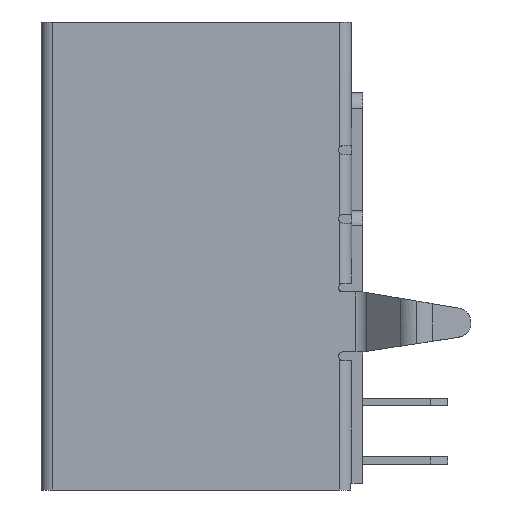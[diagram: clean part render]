
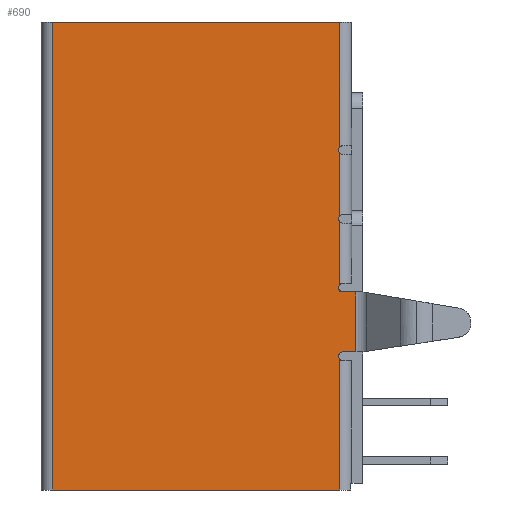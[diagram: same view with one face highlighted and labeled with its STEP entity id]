
A CAD part, left-side view. The second image highlights one B-rep face of the part: STEP entity #690.
In plain terms, the highlighted planar face has unit normal (-1, 0, 0).
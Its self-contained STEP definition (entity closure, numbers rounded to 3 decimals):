
#17 = CARTESIAN_POINT ( 'NONE',  ( -6.02, -5.455, -11.278 ) ) ;
#89 = CARTESIAN_POINT ( 'NONE',  ( -6.02, -4.91, 0. ) ) ;
#115 = CARTESIAN_POINT ( 'NONE',  ( -6.02, 4.91, 0. ) ) ;
#132 = DIRECTION ( 'NONE',  ( 0., 0., 1. ) ) ;
#178 = CIRCLE ( 'NONE', #2502, 0.15 ) ;
#182 = ORIENTED_EDGE ( 'NONE', *, *, #2283, .F. ) ;
#215 = CARTESIAN_POINT ( 'NONE',  ( -6.02, -4.91, -4.267 ) ) ;
#219 = LINE ( 'NONE', #4405, #2245 ) ;
#274 = EDGE_CURVE ( 'NONE', #3529, #7068, #3447, .T. ) ;
#279 = AXIS2_PLACEMENT_3D ( 'NONE', #5450, #6601, #1340 ) ;
#318 = CIRCLE ( 'NONE', #2267, 0.15 ) ;
#357 = CARTESIAN_POINT ( 'NONE',  ( -6.02, -4.921, -9.2 ) ) ;
#367 = EDGE_CURVE ( 'NONE', #3529, #4732, #6631, .T. ) ;
#375 = VERTEX_POINT ( 'NONE', #6517 ) ;
#511 = CARTESIAN_POINT ( 'NONE',  ( -6.02, -4.91, 0. ) ) ;
#531 = CARTESIAN_POINT ( 'NONE',  ( -6.02, 4.91, 0. ) ) ;
#614 = ORIENTED_EDGE ( 'NONE', *, *, #2971, .T. ) ;
#690 = ADVANCED_FACE ( 'NONE', ( #5618 ), #2688, .T. ) ;
#785 = VERTEX_POINT ( 'NONE', #6833 ) ;
#876 = CARTESIAN_POINT ( 'NONE',  ( -6.02, 4.91, -16. ) ) ;
#1040 = VECTOR ( 'NONE', #4638, 1000. ) ;
#1097 = CARTESIAN_POINT ( 'NONE',  ( -6.02, -5.01, -9.079 ) ) ;
#1142 = VECTOR ( 'NONE', #6856, 1000. ) ;
#1164 = DIRECTION ( 'NONE',  ( 0., -1., 0. ) ) ;
#1173 = DIRECTION ( 'NONE',  ( 0., 0., 1. ) ) ;
#1340 = DIRECTION ( 'NONE',  ( 0., 0., 1. ) ) ;
#1392 = CARTESIAN_POINT ( 'NONE',  ( -6.02, -5.01, -9.079 ) ) ;
#1440 = VERTEX_POINT ( 'NONE', #2467 ) ;
#1614 = ORIENTED_EDGE ( 'NONE', *, *, #3720, .T. ) ;
#1644 = DIRECTION ( 'NONE',  ( 0., 0., -1. ) ) ;
#1707 = CARTESIAN_POINT ( 'NONE',  ( -6.02, 4.91, -16. ) ) ;
#1915 = ORIENTED_EDGE ( 'NONE', *, *, #367, .F. ) ;
#1928 = CARTESIAN_POINT ( 'NONE',  ( -6.02, -4.921, -9.2 ) ) ;
#1962 = ORIENTED_EDGE ( 'NONE', *, *, #4944, .F. ) ;
#2054 = CARTESIAN_POINT ( 'NONE',  ( -6.02, -4.91, -9.191 ) ) ;
#2167 = LINE ( 'NONE', #4536, #5826 ) ;
#2245 = VECTOR ( 'NONE', #2553, 1000. ) ;
#2258 = CIRCLE ( 'NONE', #6201, 0.15 ) ;
#2267 = AXIS2_PLACEMENT_3D ( 'NONE', #1097, #2865, #1173 ) ;
#2278 = LINE ( 'NONE', #89, #3614 ) ;
#2283 = EDGE_CURVE ( 'NONE', #6364, #7068, #4489, .T. ) ;
#2284 = LINE ( 'NONE', #1707, #7047 ) ;
#2467 = CARTESIAN_POINT ( 'NONE',  ( -6.02, -5.455, -9.229 ) ) ;
#2502 = AXIS2_PLACEMENT_3D ( 'NONE', #4043, #4541, #4620 ) ;
#2553 = DIRECTION ( 'NONE',  ( 0., 0., -1. ) ) ;
#2563 = ORIENTED_EDGE ( 'NONE', *, *, #3547, .F. ) ;
#2688 = PLANE ( 'NONE',  #6520 ) ;
#2740 = EDGE_CURVE ( 'NONE', #2882, #785, #2278, .T. ) ;
#2765 = VECTOR ( 'NONE', #1644, 1000. ) ;
#2845 = ORIENTED_EDGE ( 'NONE', *, *, #6901, .T. ) ;
#2865 = DIRECTION ( 'NONE',  ( 1., 0., 0. ) ) ;
#2882 = VERTEX_POINT ( 'NONE', #2054 ) ;
#2948 = LINE ( 'NONE', #531, #6308 ) ;
#2970 = VERTEX_POINT ( 'NONE', #4004 ) ;
#2971 = EDGE_CURVE ( 'NONE', #1440, #6832, #7446, .T. ) ;
#2981 = VECTOR ( 'NONE', #7343, 1000. ) ;
#2982 = VERTEX_POINT ( 'NONE', #357 ) ;
#3034 = VERTEX_POINT ( 'NONE', #5734 ) ;
#3203 = CARTESIAN_POINT ( 'NONE',  ( -6.02, -4.91, -4.491 ) ) ;
#3402 = ORIENTED_EDGE ( 'NONE', *, *, #7169, .T. ) ;
#3436 = VERTEX_POINT ( 'NONE', #17 ) ;
#3447 = CIRCLE ( 'NONE', #279, 0.15 ) ;
#3496 = ORIENTED_EDGE ( 'NONE', *, *, #6212, .T. ) ;
#3529 = VERTEX_POINT ( 'NONE', #3203 ) ;
#3547 = EDGE_CURVE ( 'NONE', #1440, #3436, #219, .T. ) ;
#3614 = VECTOR ( 'NONE', #4191, 1000. ) ;
#3628 = CIRCLE ( 'NONE', #5481, 0.15 ) ;
#3631 = DIRECTION ( 'NONE',  ( 1., 0., 0. ) ) ;
#3659 = CARTESIAN_POINT ( 'NONE',  ( -6.02, -4.91, -9.2 ) ) ;
#3699 = CARTESIAN_POINT ( 'NONE',  ( -6.02, -5.01, -11.428 ) ) ;
#3720 = EDGE_CURVE ( 'NONE', #2970, #4732, #178, .T. ) ;
#3769 = DIRECTION ( 'NONE',  ( -1., 0., 0. ) ) ;
#3787 = CARTESIAN_POINT ( 'NONE',  ( -6.02, 4.91, 0. ) ) ;
#3885 = ORIENTED_EDGE ( 'NONE', *, *, #2740, .F. ) ;
#3930 = ORIENTED_EDGE ( 'NONE', *, *, #4470, .T. ) ;
#3943 = CARTESIAN_POINT ( 'NONE',  ( -6.02, -4.91, 0. ) ) ;
#3955 = CARTESIAN_POINT ( 'NONE',  ( -6.02, -4.91, 0. ) ) ;
#4004 = CARTESIAN_POINT ( 'NONE',  ( -6.02, -4.91, -6.841 ) ) ;
#4006 = DIRECTION ( 'NONE',  ( 0., -1., 0. ) ) ;
#4034 = DIRECTION ( 'NONE',  ( 0., -1., 0. ) ) ;
#4043 = CARTESIAN_POINT ( 'NONE',  ( -6.02, -5.01, -6.729 ) ) ;
#4170 = DIRECTION ( 'NONE',  ( 0., 0., -1. ) ) ;
#4182 = EDGE_CURVE ( 'NONE', #2970, #5300, #5294, .T. ) ;
#4191 = DIRECTION ( 'NONE',  ( 0., 0., -1. ) ) ;
#4219 = VERTEX_POINT ( 'NONE', #115 ) ;
#4267 = CARTESIAN_POINT ( 'NONE',  ( -6.02, -4.91, -8.967 ) ) ;
#4327 = ORIENTED_EDGE ( 'NONE', *, *, #6464, .T. ) ;
#4405 = CARTESIAN_POINT ( 'NONE',  ( -6.02, -5.455, -9.2 ) ) ;
#4470 = EDGE_CURVE ( 'NONE', #6832, #2982, #318, .T. ) ;
#4489 = LINE ( 'NONE', #511, #1142 ) ;
#4536 = CARTESIAN_POINT ( 'NONE',  ( -6.02, -2.675, -11.278 ) ) ;
#4539 = EDGE_CURVE ( 'NONE', #3034, #5688, #7579, .T. ) ;
#4541 = DIRECTION ( 'NONE',  ( 1., 0., 0. ) ) ;
#4609 = ORIENTED_EDGE ( 'NONE', *, *, #4539, .F. ) ;
#4620 = DIRECTION ( 'NONE',  ( 0., 0., 1. ) ) ;
#4638 = DIRECTION ( 'NONE',  ( 0., 0., -1. ) ) ;
#4732 = VERTEX_POINT ( 'NONE', #6707 ) ;
#4908 = ORIENTED_EDGE ( 'NONE', *, *, #274, .T. ) ;
#4944 = EDGE_CURVE ( 'NONE', #785, #2982, #7284, .T. ) ;
#4981 = VECTOR ( 'NONE', #7421, 1000. ) ;
#5007 = CARTESIAN_POINT ( 'NONE',  ( -6.02, -2.675, -9.229 ) ) ;
#5031 = CARTESIAN_POINT ( 'NONE',  ( -6.02, 0., 0. ) ) ;
#5164 = ORIENTED_EDGE ( 'NONE', *, *, #4182, .F. ) ;
#5210 = EDGE_CURVE ( 'NONE', #4219, #6364, #2948, .T. ) ;
#5245 = ORIENTED_EDGE ( 'NONE', *, *, #5210, .F. ) ;
#5294 = LINE ( 'NONE', #3955, #1040 ) ;
#5300 = VERTEX_POINT ( 'NONE', #4267 ) ;
#5392 = VERTEX_POINT ( 'NONE', #876 ) ;
#5450 = CARTESIAN_POINT ( 'NONE',  ( -6.02, -5.01, -4.379 ) ) ;
#5481 = AXIS2_PLACEMENT_3D ( 'NONE', #3699, #3631, #132 ) ;
#5552 = LINE ( 'NONE', #3787, #4981 ) ;
#5618 = FACE_OUTER_BOUND ( 'NONE', #6119, .T. ) ;
#5688 = VERTEX_POINT ( 'NONE', #6179 ) ;
#5734 = CARTESIAN_POINT ( 'NONE',  ( -6.02, -4.91, -11.54 ) ) ;
#5826 = VECTOR ( 'NONE', #4006, 1000. ) ;
#5926 = EDGE_CURVE ( 'NONE', #3034, #375, #3628, .T. ) ;
#5973 = CARTESIAN_POINT ( 'NONE',  ( -6.02, -4.91, 0. ) ) ;
#6014 = ORIENTED_EDGE ( 'NONE', *, *, #5926, .T. ) ;
#6045 = CARTESIAN_POINT ( 'NONE',  ( -6.02, -4.917, -9.2 ) ) ;
#6068 = CARTESIAN_POINT ( 'NONE',  ( -6.02, -4.91, 0. ) ) ;
#6094 = DIRECTION ( 'NONE',  ( 0., 0., 1. ) ) ;
#6119 = EDGE_LOOP ( 'NONE', ( #6014, #3496, #2563, #614, #3930, #1962, #3885, #4327, #5164, #1614, #1915, #4908, #182, #5245, #3402, #2845, #4609 ) ) ;
#6130 = DIRECTION ( 'NONE',  ( 1., 0., 0. ) ) ;
#6179 = CARTESIAN_POINT ( 'NONE',  ( -6.02, -4.91, -16. ) ) ;
#6201 = AXIS2_PLACEMENT_3D ( 'NONE', #1392, #6130, #6094 ) ;
#6212 = EDGE_CURVE ( 'NONE', #375, #3436, #2167, .T. ) ;
#6308 = VECTOR ( 'NONE', #4034, 1000. ) ;
#6364 = VERTEX_POINT ( 'NONE', #5973 ) ;
#6464 = EDGE_CURVE ( 'NONE', #2882, #5300, #2258, .T. ) ;
#6517 = CARTESIAN_POINT ( 'NONE',  ( -6.02, -5.01, -11.278 ) ) ;
#6520 = AXIS2_PLACEMENT_3D ( 'NONE', #5031, #3769, #6639 ) ;
#6601 = DIRECTION ( 'NONE',  ( 1., 0., 0. ) ) ;
#6615 = CARTESIAN_POINT ( 'NONE',  ( -6.02, -4.914, -9.2 ) ) ;
#6631 = LINE ( 'NONE', #6068, #6645 ) ;
#6639 = DIRECTION ( 'NONE',  ( 0., 0., 1. ) ) ;
#6645 = VECTOR ( 'NONE', #4170, 1000. ) ;
#6707 = CARTESIAN_POINT ( 'NONE',  ( -6.02, -4.91, -6.617 ) ) ;
#6832 = VERTEX_POINT ( 'NONE', #7035 ) ;
#6833 = CARTESIAN_POINT ( 'NONE',  ( -6.02, -4.91, -9.2 ) ) ;
#6856 = DIRECTION ( 'NONE',  ( 0., 0., -1. ) ) ;
#6901 = EDGE_CURVE ( 'NONE', #5392, #5688, #2284, .T. ) ;
#7035 = CARTESIAN_POINT ( 'NONE',  ( -6.02, -5.01, -9.229 ) ) ;
#7047 = VECTOR ( 'NONE', #1164, 1000. ) ;
#7068 = VERTEX_POINT ( 'NONE', #215 ) ;
#7169 = EDGE_CURVE ( 'NONE', #4219, #5392, #5552, .T. ) ;
#7284 = B_SPLINE_CURVE_WITH_KNOTS ( 'NONE', 3,
 ( #3659, #6615, #6045, #1928 ),
 .UNSPECIFIED., .F., .F.,
 ( 4, 4 ),
 ( 0., 1. ),
 .UNSPECIFIED. ) ;
#7343 = DIRECTION ( 'NONE',  ( 0., 1., 0. ) ) ;
#7421 = DIRECTION ( 'NONE',  ( 0., 0., -1. ) ) ;
#7446 = LINE ( 'NONE', #5007, #2981 ) ;
#7579 = LINE ( 'NONE', #3943, #2765 ) ;
